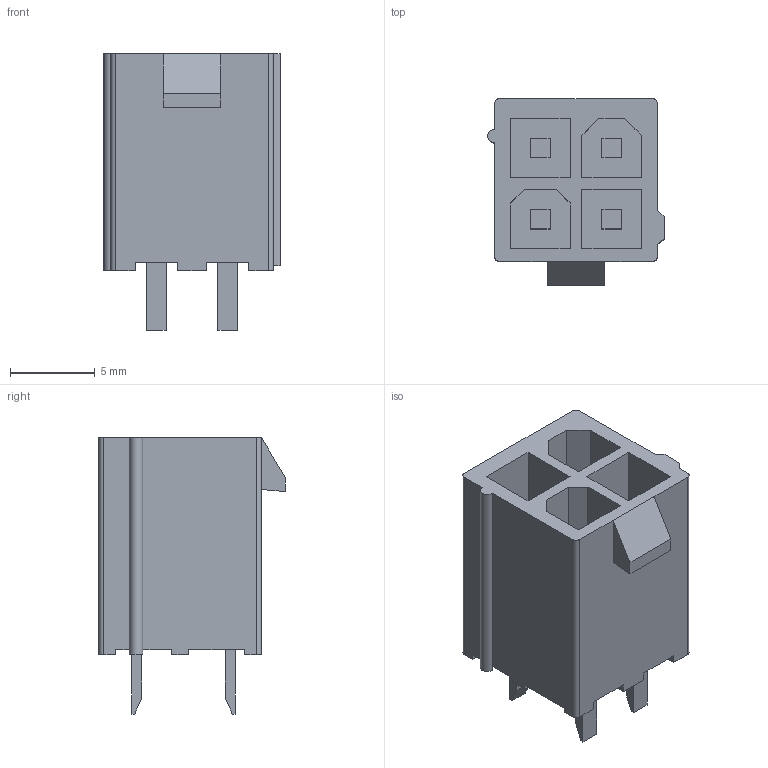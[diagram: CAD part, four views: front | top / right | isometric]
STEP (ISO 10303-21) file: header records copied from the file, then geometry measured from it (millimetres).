
FILE_DESCRIPTION((''),'2;1');
FILE_NAME('MOLEX_0039281043','2010-10-04T',('Simon'),(''),'PRO/ENGINEER BY PARAMETRIC TECHNOLOGY CORPORATION, 2008400','PRO/ENGINEER BY PARAMETRIC TECHNOLOGY CORPORATION, 2008400','');
FILE_SCHEMA(('AUTOMOTIVE_DESIGN_CC2 { 1 2 10303 214 -1 1 5 2 }'));
Length unit declared in the file: millimetre
Products named in the file (1): MOLEX_0039281043
Bounding box: 10.4 x 11 x 16.3 mm (x, y, z)
Volume: 774.4 mm3; surface area: 1346.6 mm2
Topology: 1 solids, 1 shells, 123 faces, 332 edges, 223 vertices
Faces by surface type: plane 118, cylinder 5
Entity records: 5436 total; most frequent: CARTESIAN_POINT 673, ORIENTED_EDGE 648, DIRECTION 604, PRESENTATION_STYLE_ASSIGNMENT 388, STYLED_ITEM 344, CURVE_STYLE 339, EDGE_CURVE 324, VECTOR 312
